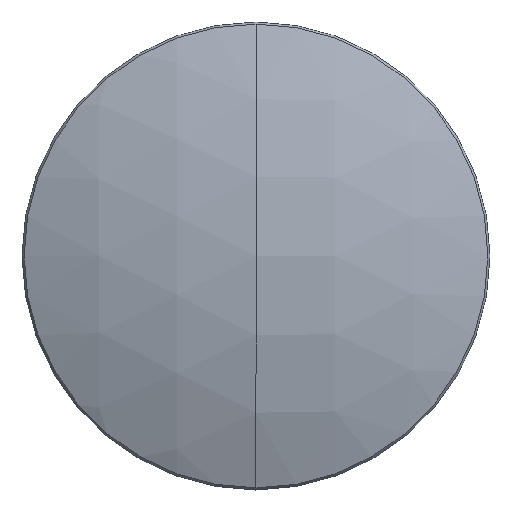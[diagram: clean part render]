
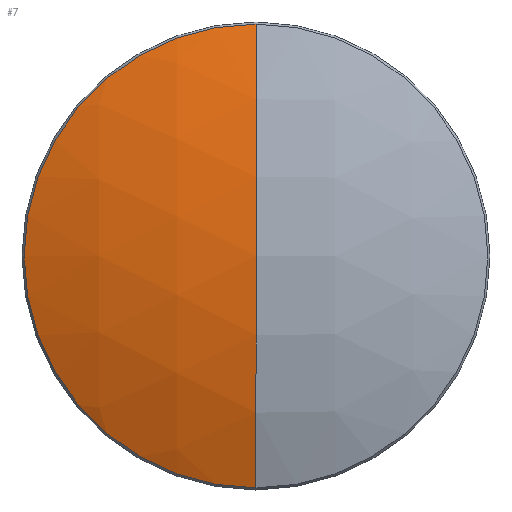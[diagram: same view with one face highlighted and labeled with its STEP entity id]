
A CAD part, top view. The second image highlights one B-rep face of the part: STEP entity #7.
In plain terms, the highlighted spherical face has radius 67 mm.
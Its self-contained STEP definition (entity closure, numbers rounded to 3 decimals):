
#7 = ADVANCED_FACE ( 'NONE', ( #271 ), #28, .T. ) ;
#11 = CARTESIAN_POINT ( 'NONE',  ( 0., -25.169, 1.343 ) ) ;
#19 = ORIENTED_EDGE ( 'NONE', *, *, #359, .T. ) ;
#28 = SPHERICAL_SURFACE ( 'NONE', #90, 67. ) ;
#30 = ORIENTED_EDGE ( 'NONE', *, *, #168, .T. ) ;
#35 = DIRECTION ( 'NONE',  ( -1., 0., 0. ) ) ;
#36 = DIRECTION ( 'NONE',  ( 0., 0., 1. ) ) ;
#43 = EDGE_CURVE ( 'NONE', #229, #88, #169, .T. ) ;
#55 = AXIS2_PLACEMENT_3D ( 'NONE', #296, #174, #291 ) ;
#88 = VERTEX_POINT ( 'NONE', #11 ) ;
#90 = AXIS2_PLACEMENT_3D ( 'NONE', #190, #184, #362 ) ;
#106 = ORIENTED_EDGE ( 'NONE', *, *, #43, .T. ) ;
#109 = DIRECTION ( 'NONE',  ( 0., 0., 1. ) ) ;
#132 = CARTESIAN_POINT ( 'NONE',  ( 0., 0., 1.343 ) ) ;
#137 = CARTESIAN_POINT ( 'NONE',  ( 0., 25.169, 1.343 ) ) ;
#138 = DIRECTION ( 'NONE',  ( -1., 0., 0. ) ) ;
#141 = ORIENTED_EDGE ( 'NONE', *, *, #263, .F. ) ;
#145 = AXIS2_PLACEMENT_3D ( 'NONE', #132, #36, #35 ) ;
#149 = DIRECTION ( 'NONE',  ( 1., 0., 0. ) ) ;
#154 = AXIS2_PLACEMENT_3D ( 'NONE', #244, #109, #138 ) ;
#168 = EDGE_CURVE ( 'NONE', #180, #229, #336, .T. ) ;
#169 = CIRCLE ( 'NONE', #145, 25.169 ) ;
#172 = VERTEX_POINT ( 'NONE', #187 ) ;
#174 = DIRECTION ( 'NONE',  ( -1., 0., 0. ) ) ;
#180 = VERTEX_POINT ( 'NONE', #137 ) ;
#182 = AXIS2_PLACEMENT_3D ( 'NONE', #307, #149, #323 ) ;
#184 = DIRECTION ( 'NONE',  ( -1., 0., 0. ) ) ;
#187 = CARTESIAN_POINT ( 'NONE',  ( 0., 0., 6.25 ) ) ;
#190 = CARTESIAN_POINT ( 'NONE',  ( 0., 0., -60.75 ) ) ;
#206 = EDGE_LOOP ( 'NONE', ( #30, #106, #19, #141 ) ) ;
#229 = VERTEX_POINT ( 'NONE', #306 ) ;
#244 = CARTESIAN_POINT ( 'NONE',  ( 0., 0., 1.343 ) ) ;
#263 = EDGE_CURVE ( 'NONE', #180, #172, #264, .T. ) ;
#264 = CIRCLE ( 'NONE', #182, 67. ) ;
#271 = FACE_OUTER_BOUND ( 'NONE', #206, .T. ) ;
#291 = DIRECTION ( 'NONE',  ( 0., -1., 0. ) ) ;
#296 = CARTESIAN_POINT ( 'NONE',  ( 0., 0., -60.75 ) ) ;
#306 = CARTESIAN_POINT ( 'NONE',  ( -25.169, 0., 1.343 ) ) ;
#307 = CARTESIAN_POINT ( 'NONE',  ( 0., 0., -60.75 ) ) ;
#323 = DIRECTION ( 'NONE',  ( 0., 0., -1. ) ) ;
#336 = CIRCLE ( 'NONE', #154, 25.169 ) ;
#343 = CIRCLE ( 'NONE', #55, 67. ) ;
#359 = EDGE_CURVE ( 'NONE', #88, #172, #343, .T. ) ;
#362 = DIRECTION ( 'NONE',  ( 0., 1., 0. ) ) ;
